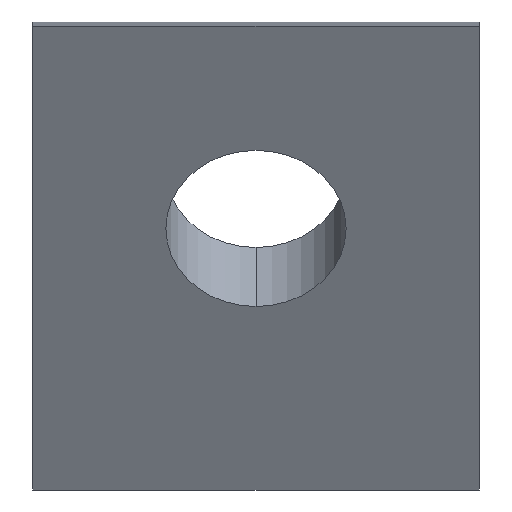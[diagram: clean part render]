
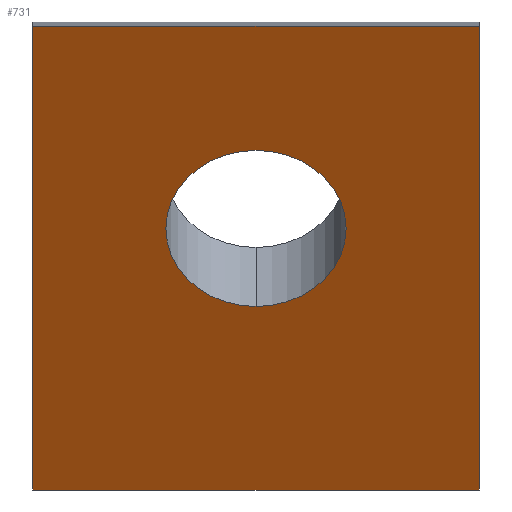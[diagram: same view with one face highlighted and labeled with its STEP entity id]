
A CAD part, left-side view. The second image highlights one B-rep face of the part: STEP entity #731.
In plain terms, the highlighted planar face has unit normal (-0.866, 0, -0.5).
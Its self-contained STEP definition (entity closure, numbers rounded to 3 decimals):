
#1 = VECTOR ( 'NONE', #409, 1000. ) ;
#7 = DIRECTION ( 'NONE',  ( -0.5, 0., 0.866 ) ) ;
#8 = VECTOR ( 'NONE', #443, 1000. ) ;
#34 = VECTOR ( 'NONE', #789, 1000. ) ;
#48 = EDGE_LOOP ( 'NONE', ( #325, #856 ) ) ;
#59 = CARTESIAN_POINT ( 'NONE',  ( 17.911, 50., -15.052 ) ) ;
#98 = AXIS2_PLACEMENT_3D ( 'NONE', #730, #322, #853 ) ;
#129 = CARTESIAN_POINT ( 'NONE',  ( -12.089, 50., 36.91 ) ) ;
#152 = EDGE_CURVE ( 'NONE', #594, #458, #213, .T. ) ;
#158 = DIRECTION ( 'NONE',  ( -0.866, 0., -0.5 ) ) ;
#159 = VECTOR ( 'NONE', #712, 1000. ) ;
#160 = FACE_BOUND ( 'NONE', #48, .T. ) ;
#178 = LINE ( 'NONE', #647, #159 ) ;
#193 = ORIENTED_EDGE ( 'NONE', *, *, #152, .T. ) ;
#198 = ORIENTED_EDGE ( 'NONE', *, *, #558, .F. ) ;
#199 = CARTESIAN_POINT ( 'NONE',  ( 6.916, 50., 3.993 ) ) ;
#213 = LINE ( 'NONE', #482, #1 ) ;
#249 = LINE ( 'NONE', #129, #8 ) ;
#276 = ORIENTED_EDGE ( 'NONE', *, *, #705, .F. ) ;
#281 = AXIS2_PLACEMENT_3D ( 'NONE', #437, #360, #505 ) ;
#290 = EDGE_CURVE ( 'NONE', #819, #522, #858, .T. ) ;
#322 = DIRECTION ( 'NONE',  ( -0.866, 0., -0.5 ) ) ;
#325 = ORIENTED_EDGE ( 'NONE', *, *, #850, .F. ) ;
#360 = DIRECTION ( 'NONE',  ( -0.866, 0., -0.5 ) ) ;
#409 = DIRECTION ( 'NONE',  ( 0., -1., 0. ) ) ;
#412 = CIRCLE ( 'NONE', #98, 10.1 ) ;
#437 = CARTESIAN_POINT ( 'NONE',  ( 6.916, 50., 3.993 ) ) ;
#443 = DIRECTION ( 'NONE',  ( 0., -1., 0. ) ) ;
#447 = VERTEX_POINT ( 'NONE', #652 ) ;
#456 = ORIENTED_EDGE ( 'NONE', *, *, #866, .T. ) ;
#458 = VERTEX_POINT ( 'NONE', #527 ) ;
#482 = CARTESIAN_POINT ( 'NONE',  ( 17.911, 50., -15.052 ) ) ;
#505 = DIRECTION ( 'NONE',  ( -0.5, 0., 0.866 ) ) ;
#522 = VERTEX_POINT ( 'NONE', #532 ) ;
#527 = CARTESIAN_POINT ( 'NONE',  ( 17.911, 0., -15.052 ) ) ;
#532 = CARTESIAN_POINT ( 'NONE',  ( -4.058, 25., 23.001 ) ) ;
#538 = VERTEX_POINT ( 'NONE', #736 ) ;
#540 = AXIS2_PLACEMENT_3D ( 'NONE', #831, #158, #7 ) ;
#558 = EDGE_CURVE ( 'NONE', #447, #538, #249, .T. ) ;
#581 = PLANE ( 'NONE',  #281 ) ;
#594 = VERTEX_POINT ( 'NONE', #59 ) ;
#644 = FACE_OUTER_BOUND ( 'NONE', #664, .T. ) ;
#647 = CARTESIAN_POINT ( 'NONE',  ( 6.916, 0., 3.993 ) ) ;
#652 = CARTESIAN_POINT ( 'NONE',  ( -12.089, 50., 36.91 ) ) ;
#664 = EDGE_LOOP ( 'NONE', ( #276, #198, #456, #193 ) ) ;
#665 = CARTESIAN_POINT ( 'NONE',  ( 6.042, 25., 5.507 ) ) ;
#705 = EDGE_CURVE ( 'NONE', #538, #458, #178, .T. ) ;
#712 = DIRECTION ( 'NONE',  ( 0.5, 0., -0.866 ) ) ;
#730 = CARTESIAN_POINT ( 'NONE',  ( 0.992, 25., 14.254 ) ) ;
#731 = ADVANCED_FACE ( 'NONE', ( #160, #644 ), #581, .T. ) ;
#736 = CARTESIAN_POINT ( 'NONE',  ( -12.089, 0., 36.91 ) ) ;
#789 = DIRECTION ( 'NONE',  ( 0.5, 0., -0.866 ) ) ;
#819 = VERTEX_POINT ( 'NONE', #665 ) ;
#831 = CARTESIAN_POINT ( 'NONE',  ( 0.992, 25., 14.254 ) ) ;
#850 = EDGE_CURVE ( 'NONE', #522, #819, #412, .T. ) ;
#853 = DIRECTION ( 'NONE',  ( -0.5, 0., 0.866 ) ) ;
#856 = ORIENTED_EDGE ( 'NONE', *, *, #290, .F. ) ;
#858 = CIRCLE ( 'NONE', #540, 10.1 ) ;
#859 = LINE ( 'NONE', #199, #34 ) ;
#866 = EDGE_CURVE ( 'NONE', #447, #594, #859, .T. ) ;
